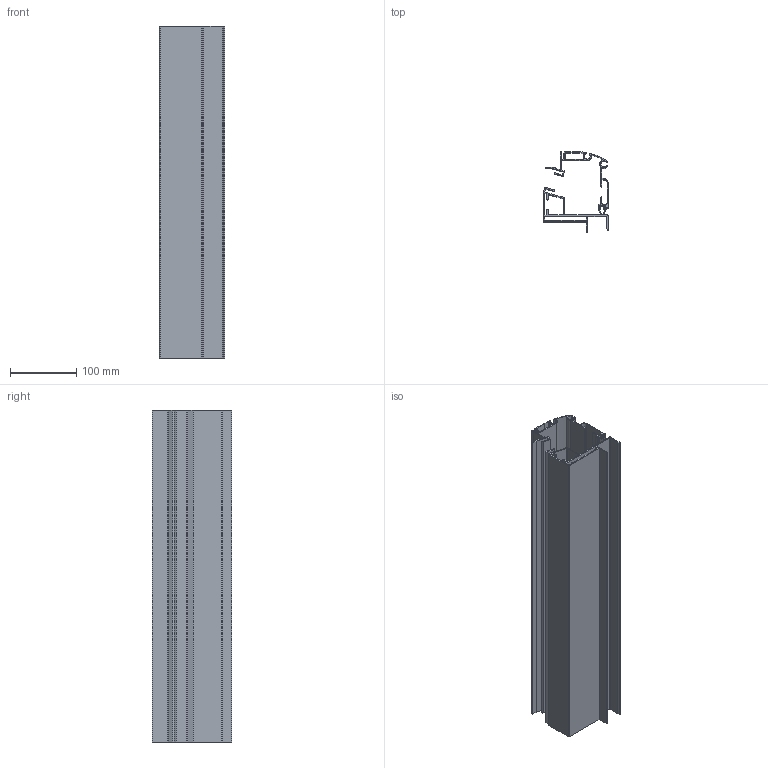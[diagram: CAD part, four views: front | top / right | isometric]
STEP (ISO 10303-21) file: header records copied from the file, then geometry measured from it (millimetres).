
FILE_DESCRIPTION (( 'STEP AP203' ), '1' );
FILE_NAME ('Pop-Top Assembly.STEP', '2015-01-22T22:59:27', ( 'John Massey' ), ( 'Microsoft' ), 'SwSTEP 2.0', 'SolidWorks 2014', '' );
FILE_SCHEMA (( 'CONFIG_CONTROL_DESIGN' ));
Length unit declared in the file: millimetre
Products named in the file (3): Roof Profile; Wall Profile; Pop-Top Assembly
Assembly tree (2 placements, depth 2):
  Pop-Top Assembly
    Roof Profile
    Wall Profile
Bounding box: 98.36 x 120.1 x 500 mm (x, y, z)
Volume: 617443.3 mm3; surface area: 725302.5 mm2
Topology: 3 solids, 3 shells, 513 faces, 1521 edges, 1014 vertices
Faces by surface type: plane 448, cylinder 65
Entity records: 17244 total; most frequent: CARTESIAN_POINT 3053, ORIENTED_EDGE 3042, DIRECTION 2687, EDGE_CURVE 1521, LINE 1391, VECTOR 1391, VERTEX_POINT 1014, AXIS2_PLACEMENT_3D 648
